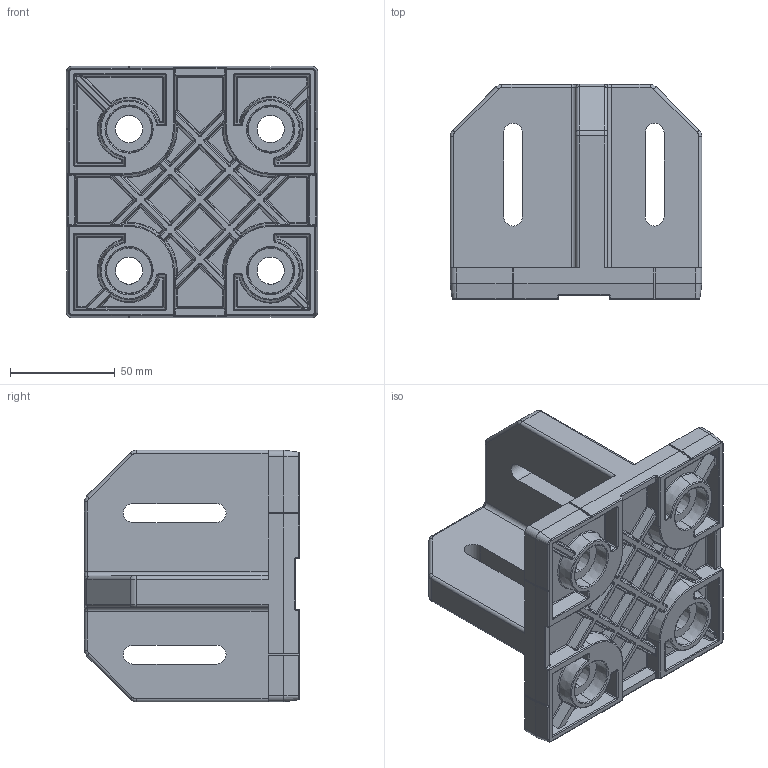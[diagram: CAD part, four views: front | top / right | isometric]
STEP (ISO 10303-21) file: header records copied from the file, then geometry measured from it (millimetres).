
FILE_DESCRIPTION(/* description */ (''),/* implementation_level */ '2;1');
FILE_NAME(/* name */ '80019_KriTec_Fusskonsole_10_120x120_schwer.stp',/* time_stamp */ '2015-08-10T10:00:44+02:00',/* author */ ('kostic'),/* organization */ (''),/* preprocessor_version */ 'ST-DEVELOPER v15.2',/* originating_system */ 'Autodesk Inventor 2014',/* authorisation */ '');
FILE_SCHEMA (('CONFIG_CONTROL_DESIGN'));
Length unit declared in the file: millimetre
Products named in the file (1): 80019_KriTec_Fusskonsole_10_120x120_schwer
Bounding box: 120 x 102.5 x 120 mm (x, y, z)
Volume: 401036.7 mm3; surface area: 88185.6 mm2
Topology: 1 solids, 1 shells, 947 faces, 2263 edges, 1216 vertices
Faces by surface type: cylinder 381, plane 214, bspline 132, sphere 114, torus 68, cone 38
Entity records: 28087 total; most frequent: CARTESIAN_POINT 7743, DIRECTION 4351, ORIENTED_EDGE 4298, EDGE_CURVE 2149, AXIS2_PLACEMENT_3D 1696, VERTEX_POINT 1216, EDGE_LOOP 975, LINE 959
